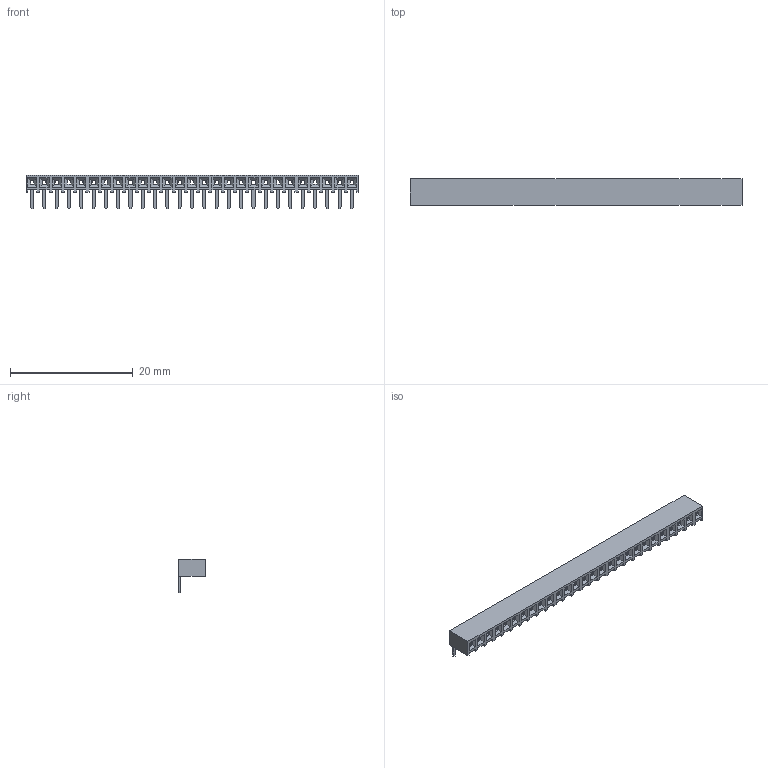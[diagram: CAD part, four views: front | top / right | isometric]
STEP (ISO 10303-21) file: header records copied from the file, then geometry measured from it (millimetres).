
FILE_DESCRIPTION(('STEP AP214'), '1');
FILE_NAME('PBS2-R', '', ('UNSPECIFIED'), ('UNSPECIFIED'), 'ASCON STEP Converter 1.6', 'ASCON Math Kernel', '');
FILE_SCHEMA(('AUTOMOTIVE_DESIGN { 1 0 10303 214 3 1 1}'));
Length unit declared in the file: millimetre
Bounding box: 54 x 4.3 x 5.5 mm (x, y, z)
Volume: 400 mm3; surface area: 2237.7 mm2
Topology: 28 solids, 28 shells, 1950 faces, 5358 edges, 3464 vertices
Faces by surface type: plane 1572, cylinder 378
Entity records: 76816 total; most frequent: CARTESIAN_POINT 10773, ORIENTED_EDGE 10716, DIRECTION 10016, EDGE_CURVE 5358, LINE 4602, VECTOR 4602, VERTEX_POINT 3464, AXIS2_PLACEMENT_3D 2707
